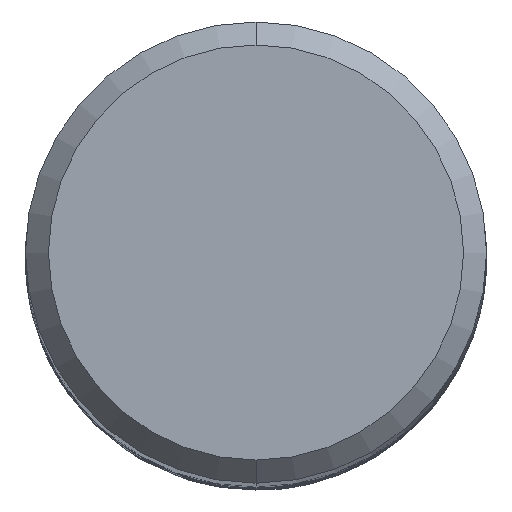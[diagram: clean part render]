
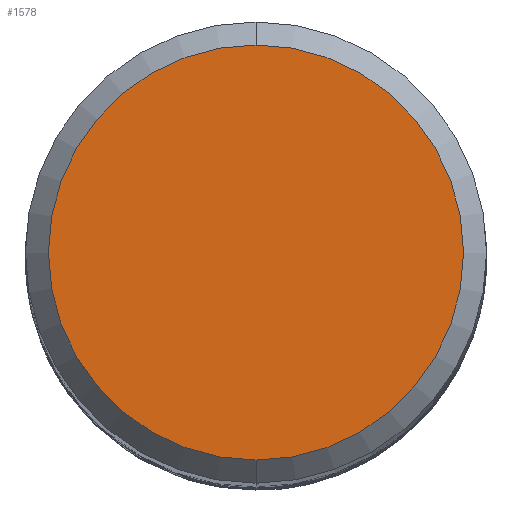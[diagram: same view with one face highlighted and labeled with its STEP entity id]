
A CAD part, top view. The second image highlights one B-rep face of the part: STEP entity #1578.
In plain terms, the highlighted planar face has unit normal (0, 0, 1).
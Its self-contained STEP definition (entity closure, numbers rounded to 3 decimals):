
#814=VERTEX_POINT('',#1922);
#1002=VERTEX_POINT('',#2129);
#1280=EDGE_CURVE('',#1002,#814,#2429,.T.);
#1310=EDGE_CURVE('',#814,#1002,#2460,.T.);
#1578=ADVANCED_FACE('',(#2759),#2760,.T.);
#1922=CARTESIAN_POINT('',(0.0,3.6,0.0));
#2129=CARTESIAN_POINT('',(0.,-3.6,0.0));
#2429=CIRCLE('',#10323,3.6);
#2460=CIRCLE('',#10908,3.6);
#2759=FACE_OUTER_BOUND('',#14988,.T.);
#2760=PLANE('',#14989);
#10323=AXIS2_PLACEMENT_3D('',#15974,#15975,#15976);
#10908=AXIS2_PLACEMENT_3D('',#15993,#15994,#15995);
#14988=EDGE_LOOP('',(#16411,#16412));
#14989=AXIS2_PLACEMENT_3D('',#16413,#16414,#16415);
#15974=CARTESIAN_POINT('',(0.0,0.0,0.0));
#15975=DIRECTION('',(0.0,0.0,-1.0));
#15976=DIRECTION('',(0.0,1.0,0.0));
#15993=CARTESIAN_POINT('',(0.0,0.0,0.0));
#15994=DIRECTION('',(0.0,0.0,-1.0));
#15995=DIRECTION('',(0.0,1.0,0.0));
#16411=ORIENTED_EDGE('',*,*,#1310,.F.);
#16412=ORIENTED_EDGE('',*,*,#1280,.F.);
#16413=CARTESIAN_POINT('',(0.0,1.8,0.0));
#16414=DIRECTION('',(-0.0,0.0,1.0));
#16415=DIRECTION('',(0.0,-1.0,0.0));
